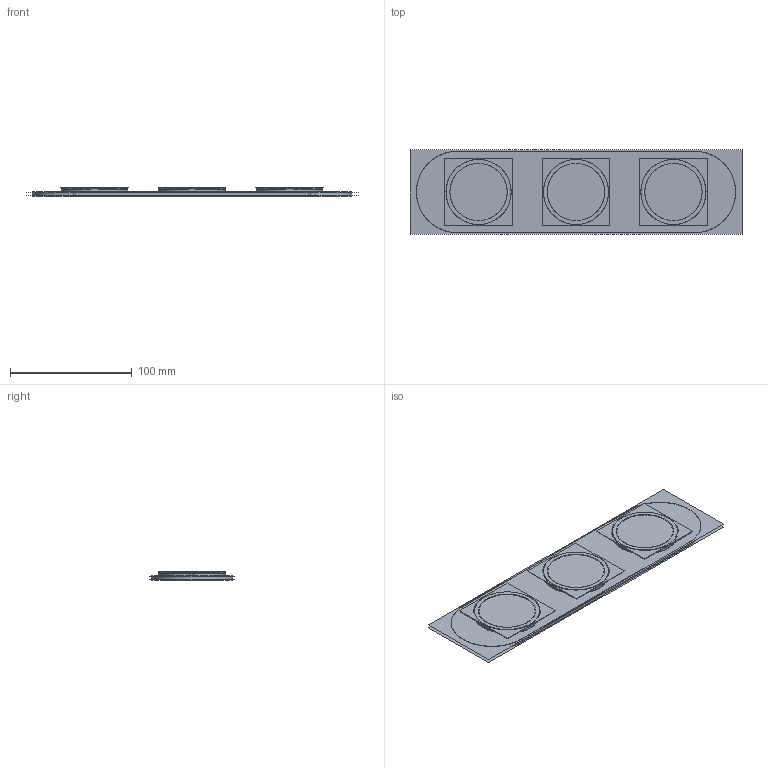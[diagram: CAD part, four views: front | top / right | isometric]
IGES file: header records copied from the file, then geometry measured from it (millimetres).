
Start section:  PTC IGES file: ce2001bpc_asm.igs
Global section: file name: ce2001bpc_asm.igs; native system: Pro/ENGINEER by Parametric Technology Corporation; preprocessor: 2009360; author: user33; organization: Unknown; date: 20191219.150756; units: millimetre
Bounding box: 272.57 x 69.68 x 7 mm (x, y, z)
Volume: 42696.4 mm3; surface area: 303981.9 mm2
Topology: 7 solids, 7 shells, 162 faces, 784 edges, 1012 vertices
Faces by surface type: revolution 124, bspline 38
